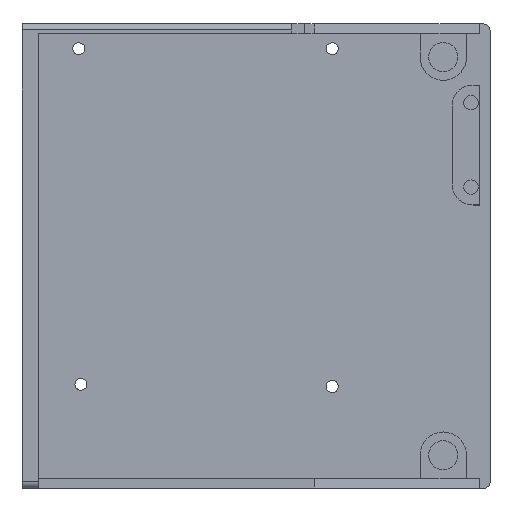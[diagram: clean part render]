
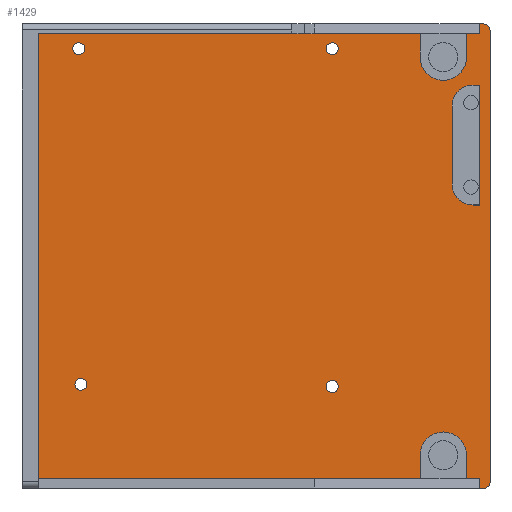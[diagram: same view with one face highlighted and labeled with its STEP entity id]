
A CAD part, top view. The second image highlights one B-rep face of the part: STEP entity #1429.
In plain terms, the highlighted planar face has unit normal (0, 0, 1).
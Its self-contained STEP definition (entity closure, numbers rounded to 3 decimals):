
#15=FACE_BOUND('',#181,.T.);
#16=FACE_BOUND('',#182,.T.);
#17=FACE_BOUND('',#183,.T.);
#18=FACE_BOUND('',#184,.T.);
#19=FACE_BOUND('',#185,.T.);
#37=PLANE('',#1514);
#101=FACE_OUTER_BOUND('',#180,.T.);
#180=EDGE_LOOP('',(#1015,#1016,#1017,#1018,#1019,#1020,#1021,#1022,#1023,
#1024,#1025,#1026,#1027,#1028,#1029,#1030,#1031,#1032));
#181=EDGE_LOOP('',(#1033));
#182=EDGE_LOOP('',(#1034));
#183=EDGE_LOOP('',(#1035));
#184=EDGE_LOOP('',(#1036));
#185=EDGE_LOOP('',(#1037,#1038,#1039,#1040,#1041,#1042));
#287=LINE('',#2056,#459);
#288=LINE('',#2060,#460);
#289=LINE('',#2062,#461);
#290=LINE('',#2064,#462);
#291=LINE('',#2066,#463);
#292=LINE('',#2070,#464);
#293=LINE('',#2072,#465);
#294=LINE('',#2074,#466);
#295=LINE('',#2076,#467);
#296=LINE('',#2078,#468);
#297=LINE('',#2082,#469);
#298=LINE('',#2084,#470);
#299=LINE('',#2086,#471);
#300=LINE('',#2087,#472);
#301=LINE('',#2098,#473);
#302=LINE('',#2100,#474);
#303=LINE('',#2102,#475);
#304=LINE('',#2106,#476);
#459=VECTOR('',#1651,10.);
#460=VECTOR('',#1654,10.);
#461=VECTOR('',#1655,10.);
#462=VECTOR('',#1656,10.);
#463=VECTOR('',#1657,10.);
#464=VECTOR('',#1660,10.);
#465=VECTOR('',#1661,10.);
#466=VECTOR('',#1662,10.);
#467=VECTOR('',#1663,10.);
#468=VECTOR('',#1664,10.);
#469=VECTOR('',#1667,10.);
#470=VECTOR('',#1668,10.);
#471=VECTOR('',#1669,10.);
#472=VECTOR('',#1670,10.);
#473=VECTOR('',#1679,10.);
#474=VECTOR('',#1680,10.);
#475=VECTOR('',#1681,10.);
#476=VECTOR('',#1684,10.);
#621=CIRCLE('',#1512,1.5);
#623=CIRCLE('',#1515,1.5);
#624=CIRCLE('',#1516,5.5);
#625=CIRCLE('',#1517,5.5);
#626=CIRCLE('',#1518,1.425);
#627=CIRCLE('',#1519,1.425);
#628=CIRCLE('',#1520,1.425);
#629=CIRCLE('',#1521,1.425);
#630=CIRCLE('',#1522,5.);
#631=CIRCLE('',#1523,5.);
#663=VERTEX_POINT('',#2046);
#664=VERTEX_POINT('',#2047);
#667=VERTEX_POINT('',#2055);
#668=VERTEX_POINT('',#2057);
#669=VERTEX_POINT('',#2059);
#670=VERTEX_POINT('',#2061);
#671=VERTEX_POINT('',#2063);
#672=VERTEX_POINT('',#2065);
#673=VERTEX_POINT('',#2067);
#674=VERTEX_POINT('',#2069);
#675=VERTEX_POINT('',#2071);
#676=VERTEX_POINT('',#2073);
#677=VERTEX_POINT('',#2075);
#678=VERTEX_POINT('',#2077);
#679=VERTEX_POINT('',#2079);
#680=VERTEX_POINT('',#2081);
#681=VERTEX_POINT('',#2083);
#682=VERTEX_POINT('',#2085);
#683=VERTEX_POINT('',#2088);
#684=VERTEX_POINT('',#2090);
#685=VERTEX_POINT('',#2092);
#686=VERTEX_POINT('',#2094);
#687=VERTEX_POINT('',#2096);
#688=VERTEX_POINT('',#2097);
#689=VERTEX_POINT('',#2099);
#690=VERTEX_POINT('',#2101);
#691=VERTEX_POINT('',#2103);
#692=VERTEX_POINT('',#2105);
#802=EDGE_CURVE('',#663,#664,#621,.T.);
#806=EDGE_CURVE('',#663,#667,#287,.T.);
#807=EDGE_CURVE('',#668,#667,#623,.T.);
#808=EDGE_CURVE('',#668,#669,#288,.T.);
#809=EDGE_CURVE('',#669,#670,#289,.T.);
#810=EDGE_CURVE('',#670,#671,#290,.T.);
#811=EDGE_CURVE('',#671,#672,#291,.T.);
#812=EDGE_CURVE('',#672,#673,#624,.T.);
#813=EDGE_CURVE('',#673,#674,#292,.T.);
#814=EDGE_CURVE('',#674,#675,#293,.T.);
#815=EDGE_CURVE('',#675,#676,#294,.T.);
#816=EDGE_CURVE('',#676,#677,#295,.T.);
#817=EDGE_CURVE('',#677,#678,#296,.T.);
#818=EDGE_CURVE('',#678,#679,#625,.T.);
#819=EDGE_CURVE('',#679,#680,#297,.T.);
#820=EDGE_CURVE('',#680,#681,#298,.T.);
#821=EDGE_CURVE('',#681,#682,#299,.T.);
#822=EDGE_CURVE('',#682,#664,#300,.T.);
#823=EDGE_CURVE('',#683,#683,#626,.T.);
#824=EDGE_CURVE('',#684,#684,#627,.T.);
#825=EDGE_CURVE('',#685,#685,#628,.T.);
#826=EDGE_CURVE('',#686,#686,#629,.T.);
#827=EDGE_CURVE('',#687,#688,#301,.T.);
#828=EDGE_CURVE('',#688,#689,#302,.T.);
#829=EDGE_CURVE('',#689,#690,#303,.T.);
#830=EDGE_CURVE('',#690,#691,#630,.T.);
#831=EDGE_CURVE('',#691,#692,#304,.T.);
#832=EDGE_CURVE('',#692,#687,#631,.T.);
#1015=ORIENTED_EDGE('',*,*,#802,.F.);
#1016=ORIENTED_EDGE('',*,*,#806,.T.);
#1017=ORIENTED_EDGE('',*,*,#807,.F.);
#1018=ORIENTED_EDGE('',*,*,#808,.T.);
#1019=ORIENTED_EDGE('',*,*,#809,.T.);
#1020=ORIENTED_EDGE('',*,*,#810,.T.);
#1021=ORIENTED_EDGE('',*,*,#811,.T.);
#1022=ORIENTED_EDGE('',*,*,#812,.T.);
#1023=ORIENTED_EDGE('',*,*,#813,.T.);
#1024=ORIENTED_EDGE('',*,*,#814,.T.);
#1025=ORIENTED_EDGE('',*,*,#815,.T.);
#1026=ORIENTED_EDGE('',*,*,#816,.T.);
#1027=ORIENTED_EDGE('',*,*,#817,.T.);
#1028=ORIENTED_EDGE('',*,*,#818,.T.);
#1029=ORIENTED_EDGE('',*,*,#819,.T.);
#1030=ORIENTED_EDGE('',*,*,#820,.T.);
#1031=ORIENTED_EDGE('',*,*,#821,.T.);
#1032=ORIENTED_EDGE('',*,*,#822,.T.);
#1033=ORIENTED_EDGE('',*,*,#823,.T.);
#1034=ORIENTED_EDGE('',*,*,#824,.T.);
#1035=ORIENTED_EDGE('',*,*,#825,.T.);
#1036=ORIENTED_EDGE('',*,*,#826,.T.);
#1037=ORIENTED_EDGE('',*,*,#827,.T.);
#1038=ORIENTED_EDGE('',*,*,#828,.T.);
#1039=ORIENTED_EDGE('',*,*,#829,.T.);
#1040=ORIENTED_EDGE('',*,*,#830,.T.);
#1041=ORIENTED_EDGE('',*,*,#831,.T.);
#1042=ORIENTED_EDGE('',*,*,#832,.T.);
#1429=ADVANCED_FACE('',(#101,#15,#16,#17,#18,#19),#37,.T.);
#1512=AXIS2_PLACEMENT_3D('',#2048,#1643,#1644);
#1514=AXIS2_PLACEMENT_3D('',#2054,#1649,#1650);
#1515=AXIS2_PLACEMENT_3D('',#2058,#1652,#1653);
#1516=AXIS2_PLACEMENT_3D('',#2068,#1658,#1659);
#1517=AXIS2_PLACEMENT_3D('',#2080,#1665,#1666);
#1518=AXIS2_PLACEMENT_3D('',#2089,#1671,#1672);
#1519=AXIS2_PLACEMENT_3D('',#2091,#1673,#1674);
#1520=AXIS2_PLACEMENT_3D('',#2093,#1675,#1676);
#1521=AXIS2_PLACEMENT_3D('',#2095,#1677,#1678);
#1522=AXIS2_PLACEMENT_3D('',#2104,#1682,#1683);
#1523=AXIS2_PLACEMENT_3D('',#2107,#1685,#1686);
#1643=DIRECTION('center_axis',(0.,0.,-1.));
#1644=DIRECTION('ref_axis',(0.707,-0.707,0.));
#1649=DIRECTION('center_axis',(0.,0.,1.));
#1650=DIRECTION('ref_axis',(1.,0.,0.));
#1651=DIRECTION('',(0.,1.,0.));
#1652=DIRECTION('center_axis',(0.,0.,-1.));
#1653=DIRECTION('ref_axis',(0.707,0.707,0.));
#1654=DIRECTION('',(-1.,0.,0.));
#1655=DIRECTION('',(0.,-1.,0.));
#1656=DIRECTION('',(-1.,0.,0.));
#1657=DIRECTION('',(0.,-1.,0.));
#1658=DIRECTION('center_axis',(0.,0.,-1.));
#1659=DIRECTION('ref_axis',(-1.,0.,0.));
#1660=DIRECTION('',(0.,1.,0.));
#1661=DIRECTION('',(-1.,0.,0.));
#1662=DIRECTION('',(0.,-1.,0.));
#1663=DIRECTION('',(1.,0.,0.));
#1664=DIRECTION('',(0.,1.,0.));
#1665=DIRECTION('center_axis',(0.,0.,-1.));
#1666=DIRECTION('ref_axis',(-1.,0.,0.));
#1667=DIRECTION('',(0.,-1.,0.));
#1668=DIRECTION('',(1.,0.,0.));
#1669=DIRECTION('',(0.,-1.,0.));
#1670=DIRECTION('',(1.,0.,0.));
#1671=DIRECTION('center_axis',(0.,0.,-1.));
#1672=DIRECTION('ref_axis',(-1.,0.,0.));
#1673=DIRECTION('center_axis',(0.,0.,-1.));
#1674=DIRECTION('ref_axis',(-1.,0.,0.));
#1675=DIRECTION('center_axis',(0.,0.,-1.));
#1676=DIRECTION('ref_axis',(-1.,0.,0.));
#1677=DIRECTION('center_axis',(0.,0.,-1.));
#1678=DIRECTION('ref_axis',(-1.,0.,0.));
#1679=DIRECTION('',(1.,0.,0.));
#1680=DIRECTION('',(0.,-1.,0.));
#1681=DIRECTION('',(-1.,0.,0.));
#1682=DIRECTION('center_axis',(0.,0.,-1.));
#1683=DIRECTION('ref_axis',(0.,-1.,0.));
#1684=DIRECTION('',(0.,1.,0.));
#1685=DIRECTION('center_axis',(0.,0.,-1.));
#1686=DIRECTION('ref_axis',(-1.,0.,0.));
#2046=CARTESIAN_POINT('',(55.,-53.5,3.));
#2047=CARTESIAN_POINT('',(53.5,-55.,3.));
#2048=CARTESIAN_POINT('Origin',(53.5,-53.5,3.));
#2054=CARTESIAN_POINT('Origin',(1.175,0.,3.));
#2055=CARTESIAN_POINT('',(55.,53.5,3.));
#2056=CARTESIAN_POINT('',(55.,-55.,3.));
#2057=CARTESIAN_POINT('',(53.5,55.,3.));
#2058=CARTESIAN_POINT('Origin',(53.5,53.5,3.));
#2059=CARTESIAN_POINT('',(52.45,55.,3.));
#2060=CARTESIAN_POINT('',(-55.,55.,3.));
#2061=CARTESIAN_POINT('',(52.45,52.65,3.));
#2062=CARTESIAN_POINT('',(52.45,26.325,3.));
#2063=CARTESIAN_POINT('',(49.425,52.65,3.));
#2064=CARTESIAN_POINT('',(52.65,52.65,3.));
#2065=CARTESIAN_POINT('',(49.425,47.15,3.));
#2066=CARTESIAN_POINT('',(49.425,23.575,3.));
#2067=CARTESIAN_POINT('',(38.425,47.15,3.));
#2068=CARTESIAN_POINT('Origin',(43.925,47.15,3.));
#2069=CARTESIAN_POINT('',(38.425,52.65,3.));
#2070=CARTESIAN_POINT('',(38.425,26.325,3.));
#2071=CARTESIAN_POINT('',(-52.,52.65,3.));
#2072=CARTESIAN_POINT('',(52.65,52.65,3.));
#2073=CARTESIAN_POINT('',(-52.,-52.65,3.));
#2074=CARTESIAN_POINT('',(-52.,-26.325,3.));
#2075=CARTESIAN_POINT('',(38.425,-52.65,3.));
#2076=CARTESIAN_POINT('',(-52.65,-52.65,3.));
#2077=CARTESIAN_POINT('',(38.425,-47.15,3.));
#2078=CARTESIAN_POINT('',(38.425,-23.575,3.));
#2079=CARTESIAN_POINT('',(49.425,-47.15,3.));
#2080=CARTESIAN_POINT('Origin',(43.925,-47.15,3.));
#2081=CARTESIAN_POINT('',(49.425,-52.65,3.));
#2082=CARTESIAN_POINT('',(49.425,-26.325,3.));
#2083=CARTESIAN_POINT('',(52.45,-52.65,3.));
#2084=CARTESIAN_POINT('',(-52.65,-52.65,3.));
#2085=CARTESIAN_POINT('',(52.45,-55.,3.));
#2086=CARTESIAN_POINT('',(52.45,-27.5,3.));
#2087=CARTESIAN_POINT('',(-55.,-55.,3.));
#2088=CARTESIAN_POINT('',(-40.465,-30.35,3.));
#2089=CARTESIAN_POINT('Origin',(-41.89,-30.35,3.));
#2090=CARTESIAN_POINT('',(19.035,49.15,3.));
#2091=CARTESIAN_POINT('Origin',(17.61,49.15,3.));
#2092=CARTESIAN_POINT('',(19.035,-30.85,3.));
#2093=CARTESIAN_POINT('Origin',(17.61,-30.85,3.));
#2094=CARTESIAN_POINT('',(-40.965,49.15,3.));
#2095=CARTESIAN_POINT('Origin',(-42.39,49.15,3.));
#2096=CARTESIAN_POINT('',(51.,40.535,3.));
#2097=CARTESIAN_POINT('',(52.45,40.535,3.));
#2098=CARTESIAN_POINT('',(26.088,40.535,3.));
#2099=CARTESIAN_POINT('',(52.45,12.115,3.));
#2100=CARTESIAN_POINT('',(52.45,20.268,3.));
#2101=CARTESIAN_POINT('',(51.,12.115,3.));
#2102=CARTESIAN_POINT('',(26.813,12.115,3.));
#2103=CARTESIAN_POINT('',(46.,17.115,3.));
#2104=CARTESIAN_POINT('Origin',(51.,17.115,3.));
#2105=CARTESIAN_POINT('',(46.,35.535,3.));
#2106=CARTESIAN_POINT('',(46.,8.558,3.));
#2107=CARTESIAN_POINT('Origin',(51.,35.535,3.));
